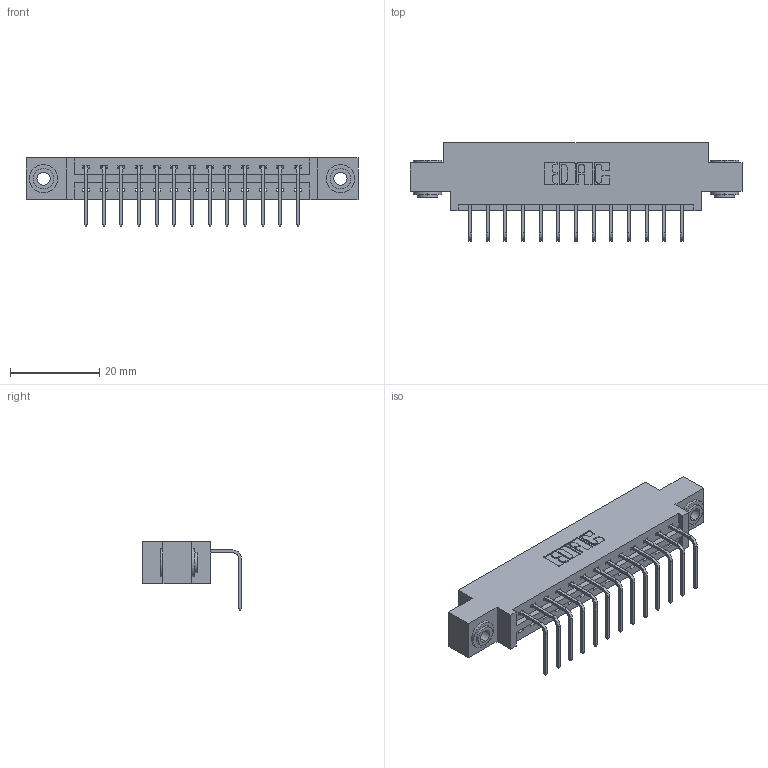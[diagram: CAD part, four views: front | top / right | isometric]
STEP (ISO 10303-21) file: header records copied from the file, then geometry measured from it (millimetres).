
FILE_DESCRIPTION (( 'STEP AP203' ), '1' );
FILE_NAME ('337-013-558-603.STEP', '2018-08-04T13:28:37', ( '' ), ( '' ), 'SwSTEP 2.0', 'SolidWorks 2016', '' );
FILE_SCHEMA (( 'CONFIG_CONTROL_DESIGN' ));
Length unit declared in the file: inch
Products named in the file (4): 337 Part_0.170 Offset - 0.156 Dia-TH; 345-292-001_558 Tail - 2; 345-250-002_345-250-002-102; 337-013-558-603
Assembly tree (16 placements, depth 2):
  337-013-558-603
    337 Part_0.170 Offset - 0.156 Dia-TH
    345-292-001_558 Tail - 2  x13
    345-250-002_345-250-002-102  x2
Bounding box: 74.52 x 22.17 x 15.37 mm (x, y, z)
Volume: 7327.8 mm3; surface area: 8006.4 mm2
Topology: 16 solids, 16 shells, 988 faces, 2921 edges, 1926 vertices
Faces by surface type: plane 708, cylinder 272, cone 8
Entity records: 14280 total; most frequent: CARTESIAN_POINT 2464, ORIENTED_EDGE 2406, DIRECTION 2167, EDGE_CURVE 1203, VECTOR 1051, LINE 1051, VERTEX_POINT 798, AXIS2_PLACEMENT_3D 558
